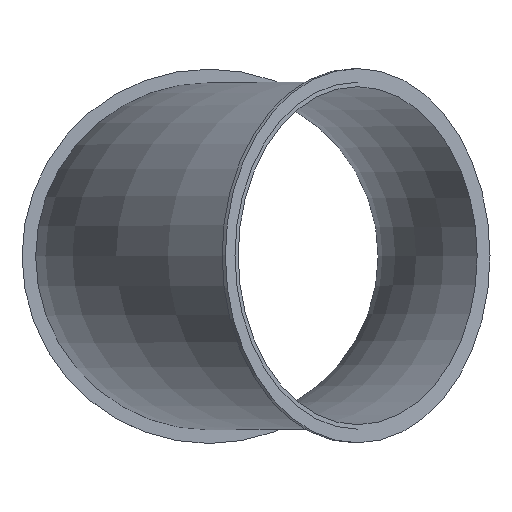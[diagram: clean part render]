
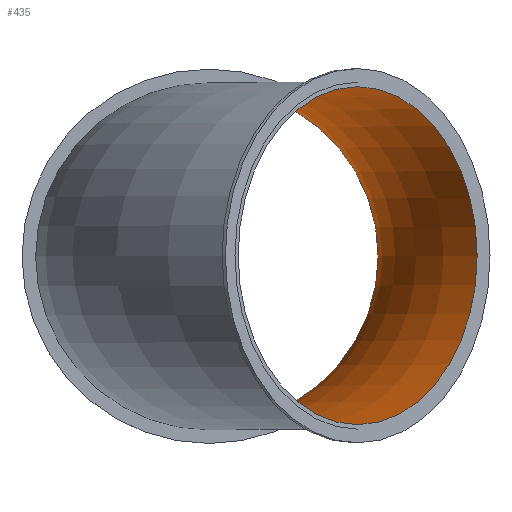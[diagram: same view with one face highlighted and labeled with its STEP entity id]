
A CAD part, top view. The second image highlights one B-rep face of the part: STEP entity #435.
In plain terms, the highlighted toroidal (fillet/blend) face has major radius 223.5 mm and minor radius 74.5 mm.
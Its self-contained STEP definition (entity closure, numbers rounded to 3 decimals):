
#408=CARTESIAN_POINT('',(223.5,0.0,0.0));
#409=DIRECTION('',(0.0,1.0,0.0));
#410=DIRECTION('',(0.0,0.0,1.0));
#411=AXIS2_PLACEMENT_3D('',#408,#409,#410);
#412=TOROIDAL_SURFACE('',#411,223.5,74.5);
#413=CARTESIAN_POINT('',(118.141,0.,105.359));
#414=VERTEX_POINT('',#413);
#415=CARTESIAN_POINT('',(65.462,0.0,158.038));
#416=DIRECTION('',(-0.707,0.0,-0.707));
#417=DIRECTION('',(-0.707,0.0,0.707));
#418=AXIS2_PLACEMENT_3D('',#415,#416,#417);
#419=CIRCLE('',#418,74.5);
#420=EDGE_CURVE('',#414,#414,#419,.T.);
#421=ORIENTED_EDGE('',*,*,#420,.F.);
#422=EDGE_LOOP('',(#421));
#423=FACE_OUTER_BOUND('',#422,.T.);
#424=CARTESIAN_POINT('',(74.5,0.,0.0));
#425=VERTEX_POINT('',#424);
#426=CARTESIAN_POINT('',(0.0,0.0,0.0));
#427=DIRECTION('',(0.0,0.0,1.0));
#428=DIRECTION('',(-1.0,0.0,0.0));
#429=AXIS2_PLACEMENT_3D('',#426,#427,#428);
#430=CIRCLE('',#429,74.5);
#431=EDGE_CURVE('',#425,#425,#430,.T.);
#432=ORIENTED_EDGE('',*,*,#431,.F.);
#433=EDGE_LOOP('',(#432));
#434=FACE_BOUND('',#433,.T.);
#435=ADVANCED_FACE('',(#423,#434),#412,.F.);
